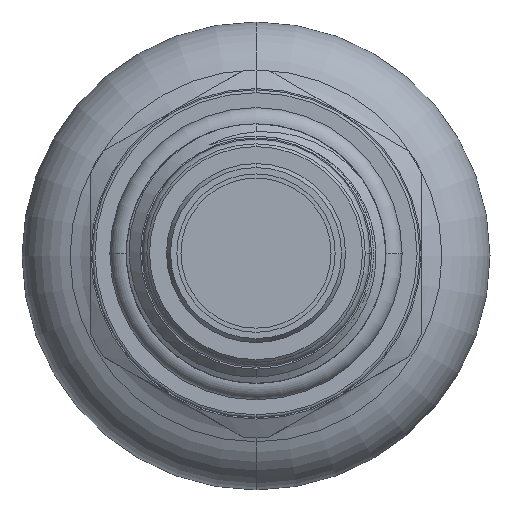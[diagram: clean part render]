
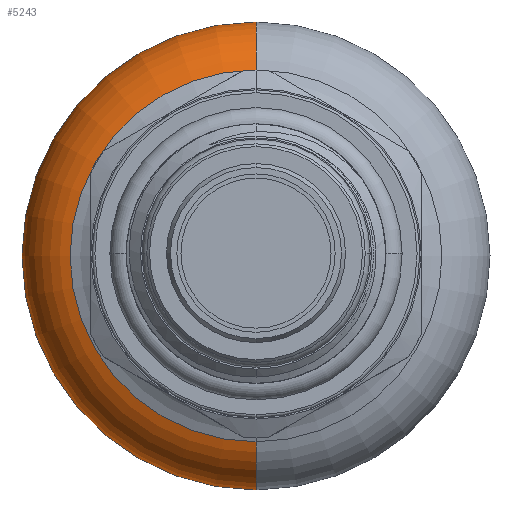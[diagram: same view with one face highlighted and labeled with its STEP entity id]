
A CAD part, top view. The second image highlights one B-rep face of the part: STEP entity #5243.
In plain terms, the highlighted toroidal (fillet/blend) face has major radius 12 mm and minor radius 5 mm.
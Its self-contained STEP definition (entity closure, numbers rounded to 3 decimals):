
#638 = DIRECTION ( 'NONE',  ( 1., 0., 0. ) ) ;
#643 = CARTESIAN_POINT ( 'NONE',  ( 0., 12., -120.305 ) ) ;
#650 = DIRECTION ( 'NONE',  ( 0., 0., -1. ) ) ;
#1444 = CARTESIAN_POINT ( 'NONE',  ( 0., 0., -120.305 ) ) ;
#1449 = DIRECTION ( 'NONE',  ( 0., 0., 1. ) ) ;
#1457 = DIRECTION ( 'NONE',  ( 0., -1., 0. ) ) ;
#1929 = CARTESIAN_POINT ( 'NONE',  ( 0., -14.541, -124.611 ) ) ;
#1946 = CARTESIAN_POINT ( 'NONE',  ( 0., 14.541, -124.611 ) ) ;
#1990 = CARTESIAN_POINT ( 'NONE',  ( 0., -13.5, -115.535 ) ) ;
#2064 = CARTESIAN_POINT ( 'NONE',  ( 0., 13.5, -115.535 ) ) ;
#2701 = CARTESIAN_POINT ( 'NONE',  ( 0., 0., -124.611 ) ) ;
#2702 = DIRECTION ( 'NONE',  ( 0., 0., 1. ) ) ;
#2703 = DIRECTION ( 'NONE',  ( 0., -1., 0. ) ) ;
#2934 = AXIS2_PLACEMENT_3D ( 'NONE', #2701, #2702, #2703 ) ;
#3029 = AXIS2_PLACEMENT_3D ( 'NONE', #9100, #9101, #9098 ) ;
#3076 = AXIS2_PLACEMENT_3D ( 'NONE', #9044, #9043, #9042 ) ;
#3250 = AXIS2_PLACEMENT_3D ( 'NONE', #1444, #1449, #1457 ) ;
#3386 = AXIS2_PLACEMENT_3D ( 'NONE', #643, #638, #650 ) ;
#4804 = CIRCLE ( 'NONE', #3029, 13.5 ) ;
#4814 = CIRCLE ( 'NONE', #3076, 5. ) ;
#4950 = CIRCLE ( 'NONE', #2934, 14.541 ) ;
#4992 = CIRCLE ( 'NONE', #3386, 5. ) ;
#5243 = ADVANCED_FACE ( 'NONE', ( #6275 ), #6260, .T. ) ;
#5410 = VERTEX_POINT ( 'NONE', #1929 ) ;
#5421 = VERTEX_POINT ( 'NONE', #1946 ) ;
#5424 = VERTEX_POINT ( 'NONE', #2064 ) ;
#5437 = VERTEX_POINT ( 'NONE', #1990 ) ;
#6260 = TOROIDAL_SURFACE ( 'NONE', #3250, 12., 5. ) ;
#6275 = FACE_OUTER_BOUND ( 'NONE', #7338, .T. ) ;
#6869 = ORIENTED_EDGE ( 'NONE', *, *, #11099, .T. ) ;
#6870 = ORIENTED_EDGE ( 'NONE', *, *, #11016, .F. ) ;
#6890 = ORIENTED_EDGE ( 'NONE', *, *, #11199, .T. ) ;
#7024 = ORIENTED_EDGE ( 'NONE', *, *, #11176, .F. ) ;
#7338 = EDGE_LOOP ( 'NONE', ( #7024, #6890, #6869, #6870 ) ) ;
#9042 = DIRECTION ( 'NONE',  ( 0., 0., 1. ) ) ;
#9043 = DIRECTION ( 'NONE',  ( -1., 0., 0. ) ) ;
#9044 = CARTESIAN_POINT ( 'NONE',  ( 0., -12., -120.305 ) ) ;
#9098 = DIRECTION ( 'NONE',  ( 0., -1., 0. ) ) ;
#9100 = CARTESIAN_POINT ( 'NONE',  ( 0., 0., -115.535 ) ) ;
#9101 = DIRECTION ( 'NONE',  ( 0., 0., 1. ) ) ;
#11016 = EDGE_CURVE ( 'NONE', #5424, #5437, #4804, .T. ) ;
#11099 = EDGE_CURVE ( 'NONE', #5410, #5437, #4814, .T. ) ;
#11176 = EDGE_CURVE ( 'NONE', #5421, #5424, #4992, .T. ) ;
#11199 = EDGE_CURVE ( 'NONE', #5421, #5410, #4950, .T. ) ;
